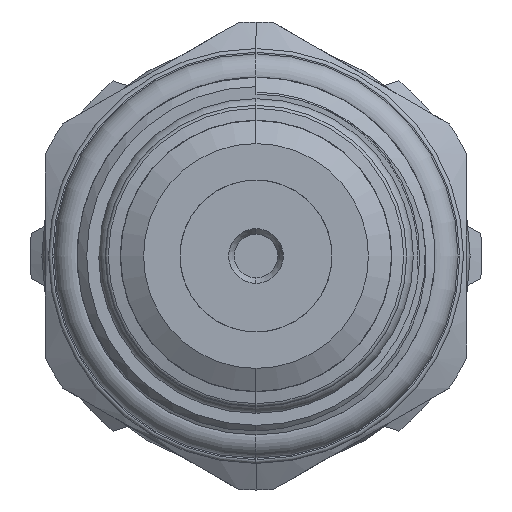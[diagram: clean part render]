
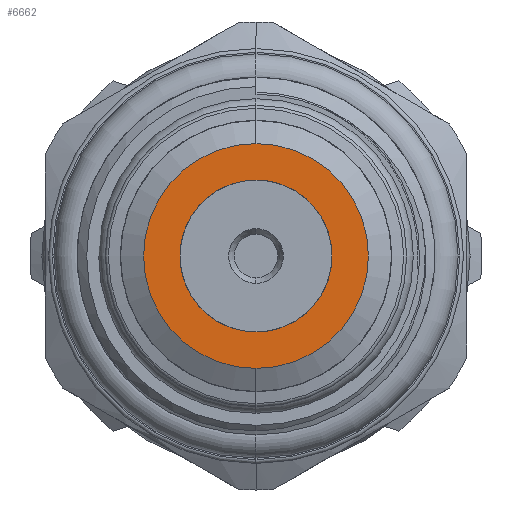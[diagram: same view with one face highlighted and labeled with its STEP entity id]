
A CAD part, left-side view. The second image highlights one B-rep face of the part: STEP entity #6662.
In plain terms, the highlighted planar face has unit normal (-1, 0, 0).
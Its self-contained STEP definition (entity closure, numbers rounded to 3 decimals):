
#143 = PLANE ( 'NONE',  #5319 ) ;
#279 = ORIENTED_EDGE ( 'NONE', *, *, #9894, .F. ) ;
#433 = AXIS2_PLACEMENT_3D ( 'NONE', #8433, #3734, #9227 ) ;
#568 = DIRECTION ( 'NONE',  ( 0., 0., 1. ) ) ;
#764 = AXIS2_PLACEMENT_3D ( 'NONE', #2760, #2098, #3529 ) ;
#1404 = ORIENTED_EDGE ( 'NONE', *, *, #6105, .F. ) ;
#1483 = DIRECTION ( 'NONE',  ( 0., -0.866, -0.5 ) ) ;
#1491 = ORIENTED_EDGE ( 'NONE', *, *, #1803, .T. ) ;
#1643 = DIRECTION ( 'NONE',  ( 0., 0., -1. ) ) ;
#1699 = DIRECTION ( 'NONE',  ( 1., 0., 0. ) ) ;
#1752 = CARTESIAN_POINT ( 'NONE',  ( -29.42, -2.263, -3.298 ) ) ;
#1803 = EDGE_CURVE ( 'NONE', #9062, #1855, #8016, .T. ) ;
#1855 = VERTEX_POINT ( 'NONE', #3186 ) ;
#2010 = EDGE_CURVE ( 'NONE', #7670, #7460, #2860, .T. ) ;
#2026 = CARTESIAN_POINT ( 'NONE',  ( -29.42, 0., 5.923 ) ) ;
#2098 = DIRECTION ( 'NONE',  ( -1., 0., 0. ) ) ;
#2223 = CARTESIAN_POINT ( 'NONE',  ( -29.42, 3.988, -0.31 ) ) ;
#2239 = CARTESIAN_POINT ( 'NONE',  ( -29.42, 0., 0. ) ) ;
#2562 = VERTEX_POINT ( 'NONE', #5087 ) ;
#2588 = ORIENTED_EDGE ( 'NONE', *, *, #5051, .F. ) ;
#2760 = CARTESIAN_POINT ( 'NONE',  ( -29.42, 0., 0. ) ) ;
#2788 = CARTESIAN_POINT ( 'NONE',  ( -29.42, 0., 0. ) ) ;
#2860 = LINE ( 'NONE', #4561, #4449 ) ;
#3021 = DIRECTION ( 'NONE',  ( 0., 0., 1. ) ) ;
#3042 = FACE_BOUND ( 'NONE', #7914, .T. ) ;
#3045 = VERTEX_POINT ( 'NONE', #1752 ) ;
#3170 = CIRCLE ( 'NONE', #6912, 4. ) ;
#3186 = CARTESIAN_POINT ( 'NONE',  ( -29.42, 0., -5.923 ) ) ;
#3359 = EDGE_LOOP ( 'NONE', ( #7595, #1491 ) ) ;
#3529 = DIRECTION ( 'NONE',  ( 0., 0., 1. ) ) ;
#3734 = DIRECTION ( 'NONE',  ( -1., 0., 0. ) ) ;
#4070 = AXIS2_PLACEMENT_3D ( 'NONE', #2788, #6044, #3021 ) ;
#4449 = VECTOR ( 'NONE', #4586, 1000. ) ;
#4509 = CIRCLE ( 'NONE', #4070, 4. ) ;
#4561 = CARTESIAN_POINT ( 'NONE',  ( -29.42, -3.199, 4.46 ) ) ;
#4584 = ORIENTED_EDGE ( 'NONE', *, *, #6371, .F. ) ;
#4586 = DIRECTION ( 'NONE',  ( 0., 0.866, -0.5 ) ) ;
#4741 = CIRCLE ( 'NONE', #764, 5.923 ) ;
#4766 = ORIENTED_EDGE ( 'NONE', *, *, #6345, .F. ) ;
#5051 = EDGE_CURVE ( 'NONE', #5283, #2562, #9900, .T. ) ;
#5087 = CARTESIAN_POINT ( 'NONE',  ( -29.42, -1.725, -3.609 ) ) ;
#5208 = DIRECTION ( 'NONE',  ( -1., 0., 0. ) ) ;
#5283 = VERTEX_POINT ( 'NONE', #2223 ) ;
#5319 = AXIS2_PLACEMENT_3D ( 'NONE', #7950, #1699, #1643 ) ;
#5602 = ORIENTED_EDGE ( 'NONE', *, *, #2010, .F. ) ;
#5854 = VECTOR ( 'NONE', #1483, 1000. ) ;
#5946 = DIRECTION ( 'NONE',  ( 0., 0., 1. ) ) ;
#6044 = DIRECTION ( 'NONE',  ( -1., 0., 0. ) ) ;
#6105 = EDGE_CURVE ( 'NONE', #2562, #3045, #3170, .T. ) ;
#6127 = VERTEX_POINT ( 'NONE', #9151 ) ;
#6169 = AXIS2_PLACEMENT_3D ( 'NONE', #2239, #6171, #9231 ) ;
#6171 = DIRECTION ( 'NONE',  ( -1., 0., 0. ) ) ;
#6215 = CIRCLE ( 'NONE', #6169, 4. ) ;
#6306 = EDGE_CURVE ( 'NONE', #1855, #9062, #4741, .T. ) ;
#6345 = EDGE_CURVE ( 'NONE', #7460, #5283, #4509, .T. ) ;
#6370 = CARTESIAN_POINT ( 'NONE',  ( -29.42, 3.988, 0.31 ) ) ;
#6371 = EDGE_CURVE ( 'NONE', #6127, #7670, #6215, .T. ) ;
#6451 = LINE ( 'NONE', #7979, #8659 ) ;
#6662 = ADVANCED_FACE ( 'NONE', ( #9167, #3042 ), #143, .F. ) ;
#6824 = CARTESIAN_POINT ( 'NONE',  ( -29.42, 0., 0. ) ) ;
#6912 = AXIS2_PLACEMENT_3D ( 'NONE', #6824, #5208, #568 ) ;
#7002 = CARTESIAN_POINT ( 'NONE',  ( -29.42, 5.462, 0.54 ) ) ;
#7460 = VERTEX_POINT ( 'NONE', #6370 ) ;
#7595 = ORIENTED_EDGE ( 'NONE', *, *, #6306, .T. ) ;
#7670 = VERTEX_POINT ( 'NONE', #8297 ) ;
#7914 = EDGE_LOOP ( 'NONE', ( #2588, #4766, #5602, #4584, #279, #1404 ) ) ;
#7950 = CARTESIAN_POINT ( 'NONE',  ( -29.42, 0., 0. ) ) ;
#7979 = CARTESIAN_POINT ( 'NONE',  ( -29.42, -2.263, -5. ) ) ;
#8016 = CIRCLE ( 'NONE', #433, 5.923 ) ;
#8297 = CARTESIAN_POINT ( 'NONE',  ( -29.42, -1.725, 3.609 ) ) ;
#8433 = CARTESIAN_POINT ( 'NONE',  ( -29.42, 0., 0. ) ) ;
#8659 = VECTOR ( 'NONE', #5946, 1000. ) ;
#9062 = VERTEX_POINT ( 'NONE', #2026 ) ;
#9151 = CARTESIAN_POINT ( 'NONE',  ( -29.42, -2.263, 3.298 ) ) ;
#9167 = FACE_OUTER_BOUND ( 'NONE', #3359, .T. ) ;
#9227 = DIRECTION ( 'NONE',  ( 0., 0., 1. ) ) ;
#9231 = DIRECTION ( 'NONE',  ( 0., 0., 1. ) ) ;
#9894 = EDGE_CURVE ( 'NONE', #3045, #6127, #6451, .T. ) ;
#9900 = LINE ( 'NONE', #7002, #5854 ) ;
